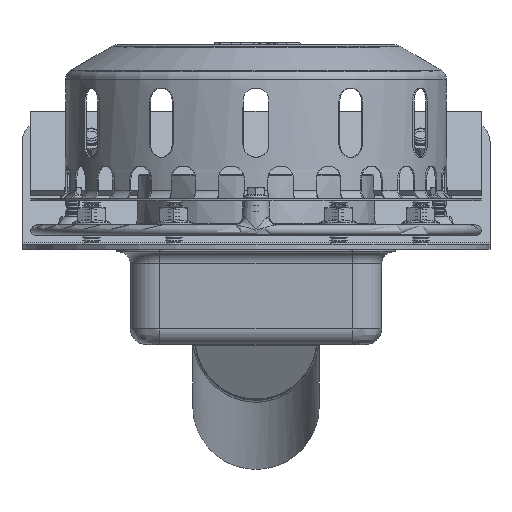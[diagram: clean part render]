
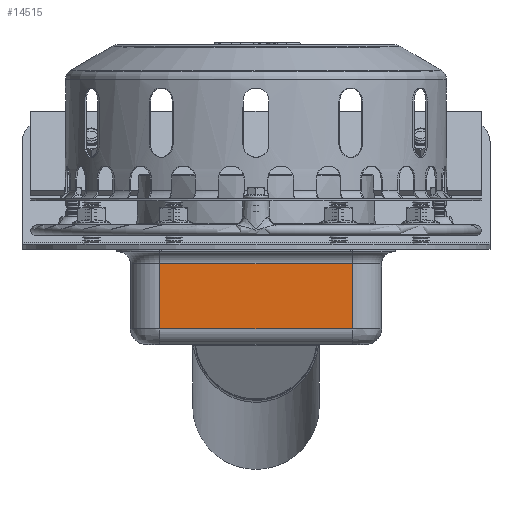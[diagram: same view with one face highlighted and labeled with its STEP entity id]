
A CAD part, left-side view. The second image highlights one B-rep face of the part: STEP entity #14515.
In plain terms, the highlighted planar face has unit normal (-1, 0, 0).
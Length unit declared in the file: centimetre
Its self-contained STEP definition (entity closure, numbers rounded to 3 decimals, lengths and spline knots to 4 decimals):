
#1373=FACE_OUTER_BOUND('',#2283,.T.);
#2283=EDGE_LOOP('',(#9937,#9938,#9939,#9940));
#4211=LINE('',#22288,#5145);
#4218=LINE('',#22321,#5152);
#4219=LINE('',#22325,#5153);
#4220=LINE('',#22326,#5154);
#5145=VECTOR('',#17540,1.);
#5152=VECTOR('',#17581,1.);
#5153=VECTOR('',#17586,1.);
#5154=VECTOR('',#17587,1.);
#6103=VERTEX_POINT('',#22272);
#6107=VERTEX_POINT('',#22284);
#6117=VERTEX_POINT('',#22320);
#6118=VERTEX_POINT('',#22324);
#7541=EDGE_CURVE('',#6103,#6107,#4211,.T.);
#7558=EDGE_CURVE('',#6117,#6107,#4218,.T.);
#7560=EDGE_CURVE('',#6118,#6103,#4219,.T.);
#7561=EDGE_CURVE('',#6117,#6118,#4220,.T.);
#9937=ORIENTED_EDGE('',*,*,#7541,.F.);
#9938=ORIENTED_EDGE('',*,*,#7560,.F.);
#9939=ORIENTED_EDGE('',*,*,#7561,.F.);
#9940=ORIENTED_EDGE('',*,*,#7558,.T.);
#14237=PLANE('',#15522);
#14515=ADVANCED_FACE('',(#1373),#14237,.T.);
#15522=AXIS2_PLACEMENT_3D('',#22323,#17584,#17585);
#17540=DIRECTION('',(0.,-1.,0.));
#17581=DIRECTION('',(0.,0.,1.));
#17584=DIRECTION('center_axis',(-1.,0.,0.));
#17585=DIRECTION('ref_axis',(0.,-1.,0.));
#17586=DIRECTION('',(0.,0.,1.));
#17587=DIRECTION('',(0.,1.,0.));
#22272=CARTESIAN_POINT('',(68.,55.5,-8.5));
#22284=CARTESIAN_POINT('',(68.,-55.5,-8.5));
#22288=CARTESIAN_POINT('',(68.,27.75,-8.5));
#22320=CARTESIAN_POINT('',(68.,-55.5,-46.));
#22321=CARTESIAN_POINT('',(68.,-55.5,-55.));
#22323=CARTESIAN_POINT('Origin',(68.,55.5,-55.));
#22324=CARTESIAN_POINT('',(68.,55.5,-46.));
#22325=CARTESIAN_POINT('',(68.,55.5,-55.));
#22326=CARTESIAN_POINT('',(68.,27.75,-46.));
